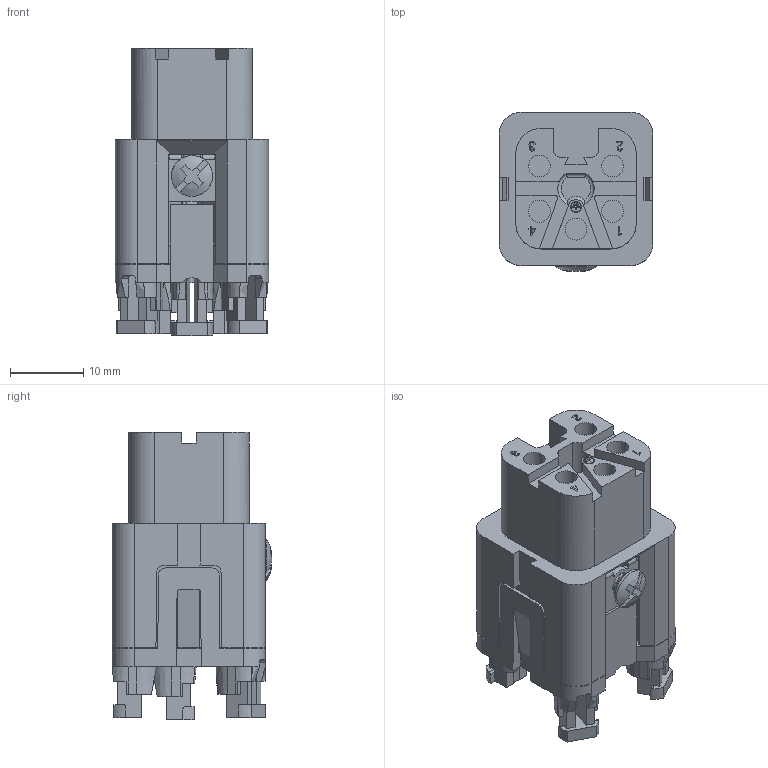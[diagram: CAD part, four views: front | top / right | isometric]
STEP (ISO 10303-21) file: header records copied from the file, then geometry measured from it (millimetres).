
FILE_DESCRIPTION(('Creo Elements/Direct Modeling STEP Export'),'2;1');
FILE_NAME('0ln7uvk4557el6r3652','2016-10-10T14:58:41',(''),(''),'PTC Creo Elements/Direct Modeling STEP processor for AP214 (Solid Model)','PTC Creo Elements/Direct Modeling 19.0E 27-Jun-2016 (C) Parametric Technology GmbH','');
FILE_SCHEMA(('AUTOMOTIVE_DESIGN { 1 0 10303 214 1 1 1 1 }'));
Length unit declared in the file: millimetre
Products named in the file (2): CKSHF_04
Assembly tree (1 placements, depth 2):
  CKSHF_04
    CKSHF_04
Bounding box: 21 x 21.87 x 39.4 mm (x, y, z)
Volume: 10710 mm3; surface area: 6949.7 mm2
Topology: 1 solids, 4 shells, 1138 faces, 3606 edges, 2486 vertices
Faces by surface type: plane 860, cylinder 195, cone 68, bspline 9, torus 4, sphere 2
Entity records: 51011 total; most frequent: CARTESIAN_POINT 10182, ORIENTED_EDGE 7212, DIRECTION 5941, EDGE_CURVE 3606, VECTOR 2833, LINE 2833, VERTEX_POINT 2486, AXIS2_PLACEMENT_3D 1554
